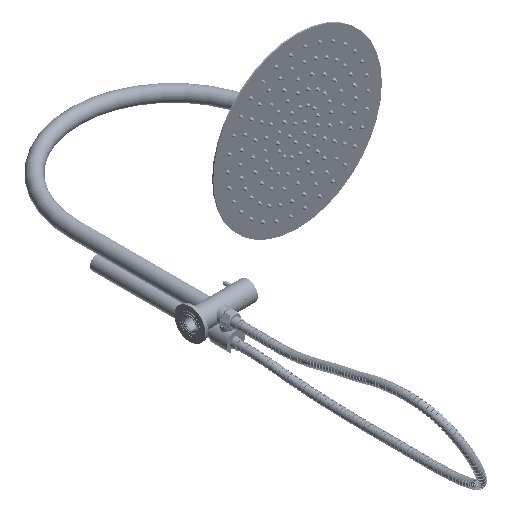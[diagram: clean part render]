
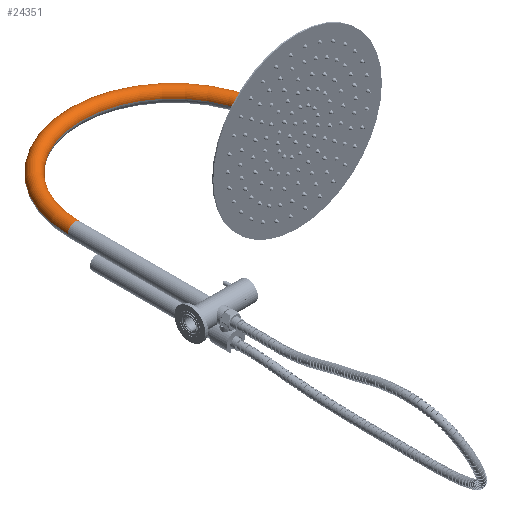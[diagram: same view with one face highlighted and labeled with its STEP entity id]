
A CAD part, isometric view. The second image highlights one B-rep face of the part: STEP entity #24351.
In plain terms, the highlighted toroidal (fillet/blend) face has major radius 175 mm and minor radius 12.5 mm.
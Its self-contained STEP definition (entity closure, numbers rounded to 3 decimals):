
#24001=CARTESIAN_POINT('',(175.,237.,0.));
#24002=DIRECTION('',(0.,0.,1.));
#24003=DIRECTION('',(1.,0.,0.));
#24004=AXIS2_PLACEMENT_3D('',#24001,#24002,#24003);
#24006=CARTESIAN_POINT('',(350.,237.,0.));
#24007=DIRECTION('',(0.,1.,0.));
#24008=DIRECTION('',(-1.,0.,0.));
#24009=AXIS2_PLACEMENT_3D('',#24006,#24007,#24008);
#24011=CARTESIAN_POINT('',(175.,237.,0.));
#24012=DIRECTION('',(0.,0.,1.));
#24013=DIRECTION('',(1.,0.,0.));
#24014=AXIS2_PLACEMENT_3D('',#24011,#24012,#24013);
#24024=CARTESIAN_POINT('',(0.,237.,0.));
#24025=DIRECTION('',(0.,-1.,0.));
#24026=DIRECTION('',(1.,0.,0.));
#24027=AXIS2_PLACEMENT_3D('',#24024,#24025,#24026);
#24234=CARTESIAN_POINT('',(337.5,237.,0.));
#24235=CARTESIAN_POINT('',(362.5,237.,0.));
#24236=VERTEX_POINT('',#24234);
#24237=VERTEX_POINT('',#24235);
#24242=CARTESIAN_POINT('',(12.5,237.,0.));
#24243=CARTESIAN_POINT('',(-12.5,237.,0.));
#24244=VERTEX_POINT('',#24242);
#24245=VERTEX_POINT('',#24243);
#24339=CARTESIAN_POINT('',(175.,237.,0.));
#24340=DIRECTION('',(0.,0.,1.));
#24341=DIRECTION('',(-1.,0.,0.));
#24342=AXIS2_PLACEMENT_3D('',#24339,#24340,#24341);
#24343=TOROIDAL_SURFACE('',#24342,175.,12.5);
#24344=ORIENTED_EDGE('',*,*,#24304,.F.);
#24345=ORIENTED_EDGE('',*,*,#24334,.T.);
#24347=ORIENTED_EDGE('',*,*,#24346,.T.);
#24348=ORIENTED_EDGE('',*,*,#24330,.F.);
#24349=EDGE_LOOP('',(#24344,#24345,#24347,#24348));
#24350=FACE_OUTER_BOUND('',#24349,.F.);
#24351=ADVANCED_FACE('',(#24350),#24343,.T.);
#24005=CIRCLE('',#24004,187.5);
#24010=CIRCLE('',#24009,12.5);
#24015=CIRCLE('',#24014,162.5);
#24028=CIRCLE('',#24027,12.5);
#24304=EDGE_CURVE('',#24236,#24237,#24010,.T.);
#24330=EDGE_CURVE('',#24237,#24245,#24005,.T.);
#24334=EDGE_CURVE('',#24236,#24244,#24015,.T.);
#24346=EDGE_CURVE('',#24244,#24245,#24028,.T.);
